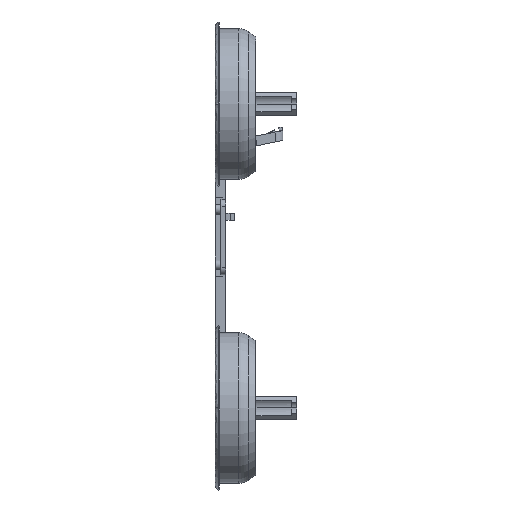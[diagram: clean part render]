
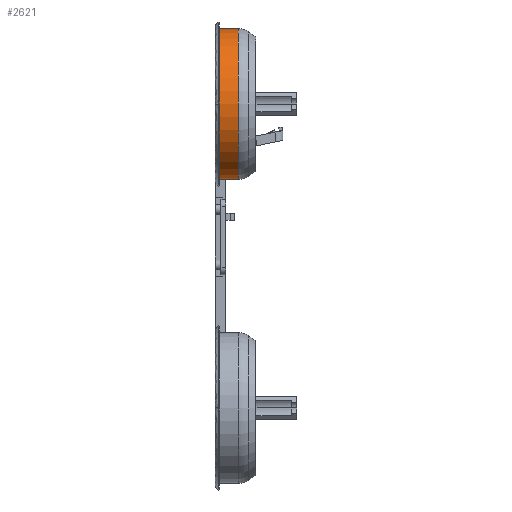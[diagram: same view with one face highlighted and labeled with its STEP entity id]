
A CAD part, left-side view. The second image highlights one B-rep face of the part: STEP entity #2621.
In plain terms, the highlighted cylindrical face has radius 21.1 mm (diameter 42.2 mm), a partial arc.
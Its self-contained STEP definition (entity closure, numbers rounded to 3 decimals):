
#61 = ORIENTED_EDGE ( 'NONE', *, *, #3904, .T. ) ;
#224 = CARTESIAN_POINT ( 'NONE',  ( -167.924, 0.362, 46.662 ) ) ;
#418 = EDGE_CURVE ( 'NONE', #2151, #614, #17239, .T. ) ;
#480 = FACE_OUTER_BOUND ( 'NONE', #18651, .T. ) ;
#589 = DIRECTION ( 'NONE',  ( 0., 1., 0. ) ) ;
#614 = VERTEX_POINT ( 'NONE', #4792 ) ;
#693 = DIRECTION ( 'NONE',  ( 0., 1., 0. ) ) ;
#2151 = VERTEX_POINT ( 'NONE', #13828 ) ;
#2337 = AXIS2_PLACEMENT_3D ( 'NONE', #21136, #7726, #16094 ) ;
#2621 = ADVANCED_FACE ( 'NONE', ( #480 ), #17061, .T. ) ;
#2872 = CARTESIAN_POINT ( 'NONE',  ( -167.924, -5.038, 46.662 ) ) ;
#3151 = CARTESIAN_POINT ( 'NONE',  ( -167.924, -5.038, 25.562 ) ) ;
#3904 = EDGE_CURVE ( 'NONE', #18148, #2151, #14385, .T. ) ;
#4089 = CIRCLE ( 'NONE', #2337, 21.1 ) ;
#4792 = CARTESIAN_POINT ( 'NONE',  ( -167.924, 0.362, 67.762 ) ) ;
#4925 = AXIS2_PLACEMENT_3D ( 'NONE', #2872, #693, #19549 ) ;
#5266 = CARTESIAN_POINT ( 'NONE',  ( -167.924, 10.922, 67.762 ) ) ;
#5476 = VECTOR ( 'NONE', #15476, 1000. ) ;
#6626 = AXIS2_PLACEMENT_3D ( 'NONE', #20340, #589, #15629 ) ;
#6798 = DIRECTION ( 'NONE',  ( 0., 0., 1. ) ) ;
#6818 = EDGE_CURVE ( 'NONE', #18148, #12266, #18524, .T. ) ;
#6881 = CARTESIAN_POINT ( 'NONE',  ( -167.924, 10.922, 25.562 ) ) ;
#7021 = ORIENTED_EDGE ( 'NONE', *, *, #14842, .F. ) ;
#7726 = DIRECTION ( 'NONE',  ( 0., 1., 0. ) ) ;
#7954 = ORIENTED_EDGE ( 'NONE', *, *, #418, .T. ) ;
#8659 = DIRECTION ( 'NONE',  ( 0., 1., 0. ) ) ;
#8812 = VECTOR ( 'NONE', #17430, 1000. ) ;
#9624 = VERTEX_POINT ( 'NONE', #10898 ) ;
#10261 = CIRCLE ( 'NONE', #19044, 21.1 ) ;
#10898 = CARTESIAN_POINT ( 'NONE',  ( -189.024, 0.362, 46.662 ) ) ;
#12266 = VERTEX_POINT ( 'NONE', #17505 ) ;
#13197 = ORIENTED_EDGE ( 'NONE', *, *, #6818, .F. ) ;
#13828 = CARTESIAN_POINT ( 'NONE',  ( -167.924, -5.038, 67.762 ) ) ;
#14385 = CIRCLE ( 'NONE', #4925, 21.1 ) ;
#14842 = EDGE_CURVE ( 'NONE', #9624, #614, #10261, .T. ) ;
#15133 = ORIENTED_EDGE ( 'NONE', *, *, #20517, .F. ) ;
#15476 = DIRECTION ( 'NONE',  ( 0., 1., 0. ) ) ;
#15629 = DIRECTION ( 'NONE',  ( 0., 0., 1. ) ) ;
#16094 = DIRECTION ( 'NONE',  ( 0., 0., 1. ) ) ;
#17061 = CYLINDRICAL_SURFACE ( 'NONE', #6626, 21.1 ) ;
#17239 = LINE ( 'NONE', #5266, #5476 ) ;
#17430 = DIRECTION ( 'NONE',  ( 0., 1., 0. ) ) ;
#17505 = CARTESIAN_POINT ( 'NONE',  ( -167.924, 0.362, 25.562 ) ) ;
#18148 = VERTEX_POINT ( 'NONE', #3151 ) ;
#18524 = LINE ( 'NONE', #6881, #8812 ) ;
#18651 = EDGE_LOOP ( 'NONE', ( #13197, #61, #7954, #7021, #15133 ) ) ;
#19044 = AXIS2_PLACEMENT_3D ( 'NONE', #224, #8659, #6798 ) ;
#19549 = DIRECTION ( 'NONE',  ( 0., 0., 1. ) ) ;
#20340 = CARTESIAN_POINT ( 'NONE',  ( -167.924, 10.922, 46.662 ) ) ;
#20517 = EDGE_CURVE ( 'NONE', #12266, #9624, #4089, .T. ) ;
#21136 = CARTESIAN_POINT ( 'NONE',  ( -167.924, 0.362, 46.662 ) ) ;
